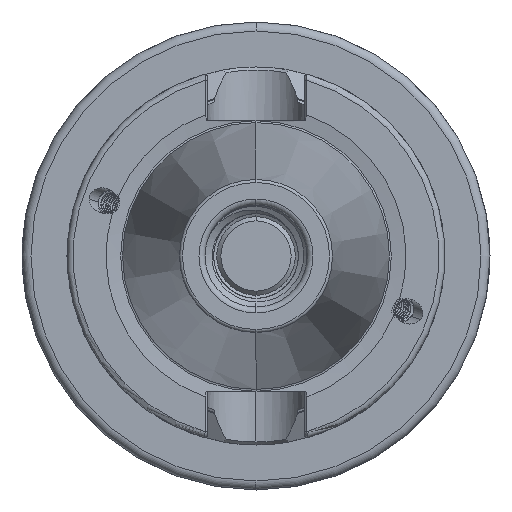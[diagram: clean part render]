
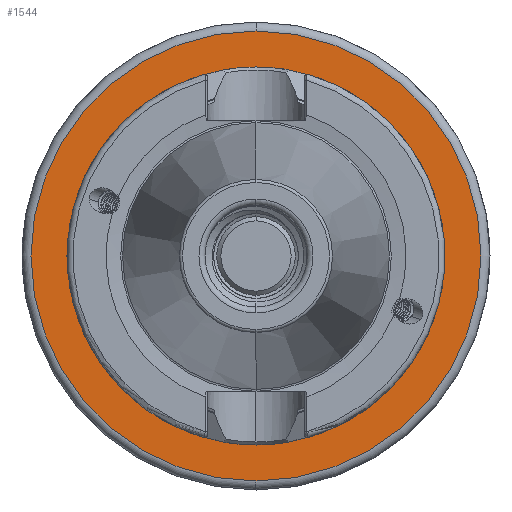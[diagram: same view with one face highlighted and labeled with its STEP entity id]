
A CAD part, left-side view. The second image highlights one B-rep face of the part: STEP entity #1544.
In plain terms, the highlighted planar face has unit normal (-1, 0, 0).
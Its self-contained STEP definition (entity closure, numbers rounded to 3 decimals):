
#1544 = ADVANCED_FACE ( 'NONE', ( #29667, #29668 ), #10432, .T. ) ;
#6303 = EDGE_CURVE ( 'NONE', #32122, #32120, #9334, .T. ) ;
#6396 = EDGE_CURVE ( 'NONE', #30031, #31514, #9411, .T. ) ;
#6939 = AXIS2_PLACEMENT_3D ( 'NONE', #10409, #10418, #10414 ) ;
#8045 = AXIS2_PLACEMENT_3D ( 'NONE', #17561, #17577, #17557 ) ;
#8061 = AXIS2_PLACEMENT_3D ( 'NONE', #17503, #17485, #17488 ) ;
#8621 = AXIS2_PLACEMENT_3D ( 'NONE', #24259, #24233, #24244 ) ;
#8743 = AXIS2_PLACEMENT_3D ( 'NONE', #24846, #24852, #24876 ) ;
#9334 = CIRCLE ( 'NONE', #8621, 37.5 ) ;
#9411 = CIRCLE ( 'NONE', #8743, 31.3 ) ;
#10156 = CIRCLE ( 'NONE', #8061, 31.3 ) ;
#10253 = CIRCLE ( 'NONE', #8045, 37.5 ) ;
#10409 = CARTESIAN_POINT ( 'NONE',  ( 34., 30.5, 0. ) ) ;
#10414 = DIRECTION ( 'NONE',  ( 0., 0., 1. ) ) ;
#10418 = DIRECTION ( 'NONE',  ( -1., 0., 0. ) ) ;
#10432 = PLANE ( 'NONE',  #6939 ) ;
#10951 = EDGE_LOOP ( 'NONE', ( #13793, #13800 ) ) ;
#11018 = EDGE_LOOP ( 'NONE', ( #13825, #13807 ) ) ;
#13793 = ORIENTED_EDGE ( 'NONE', *, *, #6396, .T. ) ;
#13800 = ORIENTED_EDGE ( 'NONE', *, *, #14554, .T. ) ;
#13807 = ORIENTED_EDGE ( 'NONE', *, *, #14578, .T. ) ;
#13825 = ORIENTED_EDGE ( 'NONE', *, *, #6303, .T. ) ;
#14554 = EDGE_CURVE ( 'NONE', #31514, #30031, #10156, .T. ) ;
#14578 = EDGE_CURVE ( 'NONE', #32120, #32122, #10253, .T. ) ;
#16460 = CARTESIAN_POINT ( 'NONE',  ( 34., 0., 31.3 ) ) ;
#16536 = CARTESIAN_POINT ( 'NONE',  ( 34., 0., -31.3 ) ) ;
#16824 = CARTESIAN_POINT ( 'NONE',  ( 34., 0., -37.5 ) ) ;
#16849 = CARTESIAN_POINT ( 'NONE',  ( 34., 0., 37.5 ) ) ;
#17485 = DIRECTION ( 'NONE',  ( 1., 0., 0. ) ) ;
#17488 = DIRECTION ( 'NONE',  ( 0., 0., 1. ) ) ;
#17503 = CARTESIAN_POINT ( 'NONE',  ( 34., 0., 0. ) ) ;
#17557 = DIRECTION ( 'NONE',  ( 0., 0., 1. ) ) ;
#17561 = CARTESIAN_POINT ( 'NONE',  ( 34., 0., 0. ) ) ;
#17577 = DIRECTION ( 'NONE',  ( -1., 0., 0. ) ) ;
#24233 = DIRECTION ( 'NONE',  ( -1., 0., 0. ) ) ;
#24244 = DIRECTION ( 'NONE',  ( 0., 0., 1. ) ) ;
#24259 = CARTESIAN_POINT ( 'NONE',  ( 34., 0., 0. ) ) ;
#24846 = CARTESIAN_POINT ( 'NONE',  ( 34., 0., 0. ) ) ;
#24852 = DIRECTION ( 'NONE',  ( 1., 0., 0. ) ) ;
#24876 = DIRECTION ( 'NONE',  ( 0., 0., 1. ) ) ;
#29667 = FACE_OUTER_BOUND ( 'NONE', #11018, .T. ) ;
#29668 = FACE_BOUND ( 'NONE', #10951, .T. ) ;
#30031 = VERTEX_POINT ( 'NONE', #16460 ) ;
#31514 = VERTEX_POINT ( 'NONE', #16536 ) ;
#32120 = VERTEX_POINT ( 'NONE', #16824 ) ;
#32122 = VERTEX_POINT ( 'NONE', #16849 ) ;
